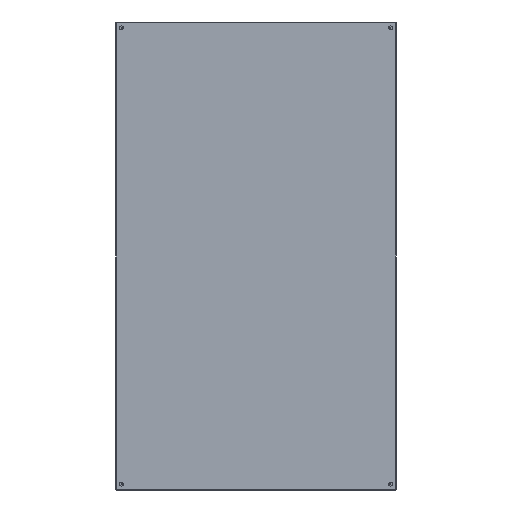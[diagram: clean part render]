
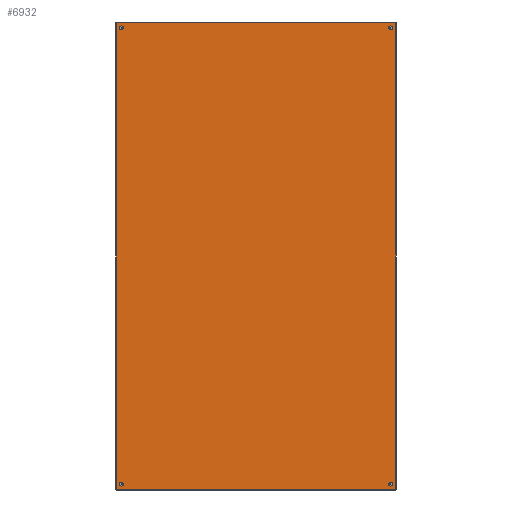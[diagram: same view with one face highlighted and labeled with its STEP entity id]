
A CAD part, left-side view. The second image highlights one B-rep face of the part: STEP entity #6932.
In plain terms, the highlighted face is planar.
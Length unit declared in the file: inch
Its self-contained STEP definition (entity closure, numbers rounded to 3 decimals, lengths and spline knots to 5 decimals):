
#718 = CIRCLE ( 'NONE', #7659, 0.25 ) ;
#1357 = DIRECTION ( 'NONE',  ( 0., 0., 1. ) ) ;
#1769 = CARTESIAN_POINT ( 'NONE',  ( -17.25, 0., 29.25 ) ) ;
#1798 = CARTESIAN_POINT ( 'NONE',  ( -17.25, 0., -29.25 ) ) ;
#2748 = EDGE_CURVE ( 'NONE', #15119, #8984, #26126, .T. ) ;
#3288 = FACE_BOUND ( 'NONE', #15914, .T. ) ;
#3922 = LINE ( 'NONE', #33459, #73503 ) ;
#4026 = VECTOR ( 'NONE', #71350, 39.37008 ) ;
#4712 = PLANE ( 'NONE',  #8667 ) ;
#5224 = VECTOR ( 'NONE', #7154, 39.37008 ) ;
#6932 = ADVANCED_FACE ( 'NONE', ( #56999, #49625, #3288, #54842, #31659 ), #4712, .T. ) ;
#7154 = DIRECTION ( 'NONE',  ( 0., 0., 1. ) ) ;
#7659 = AXIS2_PLACEMENT_3D ( 'NONE', #21869, #48101, #1357 ) ;
#7963 = EDGE_CURVE ( 'NONE', #66933, #58623, #66214, .T. ) ;
#8146 = CIRCLE ( 'NONE', #74190, 0.25 ) ;
#8336 = DIRECTION ( 'NONE',  ( 0., 0., 1. ) ) ;
#8667 = AXIS2_PLACEMENT_3D ( 'NONE', #76590, #63331, #24954 ) ;
#8713 = CIRCLE ( 'NONE', #85881, 0.25 ) ;
#8767 = ORIENTED_EDGE ( 'NONE', *, *, #2748, .F. ) ;
#8776 = AXIS2_PLACEMENT_3D ( 'NONE', #76199, #35736, #82918 ) ;
#8917 = EDGE_LOOP ( 'NONE', ( #17572, #43390 ) ) ;
#8984 = VERTEX_POINT ( 'NONE', #34794 ) ;
#9354 = DIRECTION ( 'NONE',  ( 0., 0., -1. ) ) ;
#9543 = CARTESIAN_POINT ( 'NONE',  ( 17.25, 0., -29.5 ) ) ;
#12324 = EDGE_CURVE ( 'NONE', #57907, #17115, #718, .T. ) ;
#13365 = CARTESIAN_POINT ( 'NONE',  ( -17.92789, 0., 29.875 ) ) ;
#15105 = DIRECTION ( 'NONE',  ( 0., -1., 0. ) ) ;
#15119 = VERTEX_POINT ( 'NONE', #71956 ) ;
#15178 = AXIS2_PLACEMENT_3D ( 'NONE', #33512, #86902, #60106 ) ;
#15589 = ORIENTED_EDGE ( 'NONE', *, *, #86839, .T. ) ;
#15914 = EDGE_LOOP ( 'NONE', ( #73772, #45109 ) ) ;
#16217 = CARTESIAN_POINT ( 'NONE',  ( -17.25, 0., -29.5 ) ) ;
#17115 = VERTEX_POINT ( 'NONE', #36372 ) ;
#17572 = ORIENTED_EDGE ( 'NONE', *, *, #19431, .T. ) ;
#18834 = CARTESIAN_POINT ( 'NONE',  ( -17.92789, 0., 29.892 ) ) ;
#19431 = EDGE_CURVE ( 'NONE', #73072, #42084, #8146, .T. ) ;
#19891 = VECTOR ( 'NONE', #9354, 39.37008 ) ;
#20889 = DIRECTION ( 'NONE',  ( 0., 0., 1. ) ) ;
#21869 = CARTESIAN_POINT ( 'NONE',  ( -17.25, 0., -29.25 ) ) ;
#22382 = ORIENTED_EDGE ( 'NONE', *, *, #12324, .T. ) ;
#23176 = DIRECTION ( 'NONE',  ( 0., -1., 0. ) ) ;
#24018 = AXIS2_PLACEMENT_3D ( 'NONE', #1769, #29059, #82724 ) ;
#24954 = DIRECTION ( 'NONE',  ( 0., 0., 1. ) ) ;
#26126 = LINE ( 'NONE', #63710, #4026 ) ;
#26828 = ORIENTED_EDGE ( 'NONE', *, *, #61436, .T. ) ;
#28098 = EDGE_CURVE ( 'NONE', #17115, #57907, #49858, .T. ) ;
#28214 = EDGE_CURVE ( 'NONE', #42084, #73072, #8713, .T. ) ;
#28489 = VERTEX_POINT ( 'NONE', #18834 ) ;
#29059 = DIRECTION ( 'NONE',  ( 0., -1., 0. ) ) ;
#31659 = FACE_BOUND ( 'NONE', #38522, .T. ) ;
#32029 = CARTESIAN_POINT ( 'NONE',  ( 17.25, 0., -29. ) ) ;
#32877 = DIRECTION ( 'NONE',  ( 1., 0., 0. ) ) ;
#32933 = ORIENTED_EDGE ( 'NONE', *, *, #7963, .T. ) ;
#33459 = CARTESIAN_POINT ( 'NONE',  ( 0., 0., 29.892 ) ) ;
#33512 = CARTESIAN_POINT ( 'NONE',  ( 17.25, 0., 29.25 ) ) ;
#34794 = CARTESIAN_POINT ( 'NONE',  ( 17.92789, 0., -29.892 ) ) ;
#35195 = CARTESIAN_POINT ( 'NONE',  ( 17.25, 0., -29.25 ) ) ;
#35736 = DIRECTION ( 'NONE',  ( 0., -1., 0. ) ) ;
#36262 = EDGE_CURVE ( 'NONE', #76539, #8984, #72698, .T. ) ;
#36372 = CARTESIAN_POINT ( 'NONE',  ( -17.25, 0., -29. ) ) ;
#38522 = EDGE_LOOP ( 'NONE', ( #52006, #22382 ) ) ;
#40473 = CARTESIAN_POINT ( 'NONE',  ( 17.25, 0., 29.5 ) ) ;
#41089 = DIRECTION ( 'NONE',  ( 0., -1., 0. ) ) ;
#42084 = VERTEX_POINT ( 'NONE', #9543 ) ;
#43011 = CARTESIAN_POINT ( 'NONE',  ( 17.25, 0., 29.25 ) ) ;
#43390 = ORIENTED_EDGE ( 'NONE', *, *, #28214, .T. ) ;
#45109 = ORIENTED_EDGE ( 'NONE', *, *, #46634, .T. ) ;
#45598 = ORIENTED_EDGE ( 'NONE', *, *, #36262, .T. ) ;
#46634 = EDGE_CURVE ( 'NONE', #86525, #62718, #52851, .T. ) ;
#48101 = DIRECTION ( 'NONE',  ( 0., -1., 0. ) ) ;
#48174 = DIRECTION ( 'NONE',  ( 0., 0., 1. ) ) ;
#48875 = DIRECTION ( 'NONE',  ( 0., -1., 0. ) ) ;
#49625 = FACE_BOUND ( 'NONE', #69590, .T. ) ;
#49858 = CIRCLE ( 'NONE', #66715, 0.25 ) ;
#52006 = ORIENTED_EDGE ( 'NONE', *, *, #28098, .T. ) ;
#52765 = AXIS2_PLACEMENT_3D ( 'NONE', #43011, #15105, #8336 ) ;
#52851 = CIRCLE ( 'NONE', #8776, 0.25 ) ;
#54842 = FACE_BOUND ( 'NONE', #8917, .T. ) ;
#55418 = CARTESIAN_POINT ( 'NONE',  ( 17.92789, 0., 29.892 ) ) ;
#55553 = EDGE_CURVE ( 'NONE', #62718, #86525, #67947, .T. ) ;
#56999 = FACE_OUTER_BOUND ( 'NONE', #76990, .T. ) ;
#57327 = ORIENTED_EDGE ( 'NONE', *, *, #79202, .T. ) ;
#57907 = VERTEX_POINT ( 'NONE', #16217 ) ;
#58623 = VERTEX_POINT ( 'NONE', #40473 ) ;
#60106 = DIRECTION ( 'NONE',  ( 0., 0., 1. ) ) ;
#61436 = EDGE_CURVE ( 'NONE', #58623, #66933, #87400, .T. ) ;
#61980 = CARTESIAN_POINT ( 'NONE',  ( -17.25, 0., 29.5 ) ) ;
#62718 = VERTEX_POINT ( 'NONE', #61980 ) ;
#63038 = DIRECTION ( 'NONE',  ( 0., 0., 1. ) ) ;
#63331 = DIRECTION ( 'NONE',  ( 0., 1., 0. ) ) ;
#63636 = CARTESIAN_POINT ( 'NONE',  ( 17.25, 0., -29.25 ) ) ;
#63710 = CARTESIAN_POINT ( 'NONE',  ( 17.92789, 0., -29.892 ) ) ;
#66214 = CIRCLE ( 'NONE', #52765, 0.25 ) ;
#66715 = AXIS2_PLACEMENT_3D ( 'NONE', #1798, #48875, #20889 ) ;
#66933 = VERTEX_POINT ( 'NONE', #82175 ) ;
#67947 = CIRCLE ( 'NONE', #24018, 0.25 ) ;
#69590 = EDGE_LOOP ( 'NONE', ( #26828, #32933 ) ) ;
#71350 = DIRECTION ( 'NONE',  ( 1., 0., 0. ) ) ;
#71956 = CARTESIAN_POINT ( 'NONE',  ( -17.92789, 0., -29.892 ) ) ;
#72698 = LINE ( 'NONE', #84171, #19891 ) ;
#73072 = VERTEX_POINT ( 'NONE', #32029 ) ;
#73503 = VECTOR ( 'NONE', #32877, 39.37008 ) ;
#73772 = ORIENTED_EDGE ( 'NONE', *, *, #55553, .T. ) ;
#74190 = AXIS2_PLACEMENT_3D ( 'NONE', #35195, #41089, #48174 ) ;
#76199 = CARTESIAN_POINT ( 'NONE',  ( -17.25, 0., 29.25 ) ) ;
#76539 = VERTEX_POINT ( 'NONE', #55418 ) ;
#76590 = CARTESIAN_POINT ( 'NONE',  ( 0., 0., 0. ) ) ;
#76990 = EDGE_LOOP ( 'NONE', ( #8767, #15589, #57327, #45598 ) ) ;
#79202 = EDGE_CURVE ( 'NONE', #28489, #76539, #3922, .T. ) ;
#82175 = CARTESIAN_POINT ( 'NONE',  ( 17.25, 0., 29. ) ) ;
#82724 = DIRECTION ( 'NONE',  ( 0., 0., 1. ) ) ;
#82918 = DIRECTION ( 'NONE',  ( 0., 0., 1. ) ) ;
#83532 = CARTESIAN_POINT ( 'NONE',  ( -17.25, 0., 29. ) ) ;
#84171 = CARTESIAN_POINT ( 'NONE',  ( 17.92789, 0., 29.875 ) ) ;
#85881 = AXIS2_PLACEMENT_3D ( 'NONE', #63636, #23176, #63038 ) ;
#86348 = LINE ( 'NONE', #13365, #5224 ) ;
#86525 = VERTEX_POINT ( 'NONE', #83532 ) ;
#86839 = EDGE_CURVE ( 'NONE', #15119, #28489, #86348, .T. ) ;
#86902 = DIRECTION ( 'NONE',  ( 0., -1., 0. ) ) ;
#87400 = CIRCLE ( 'NONE', #15178, 0.25 ) ;
